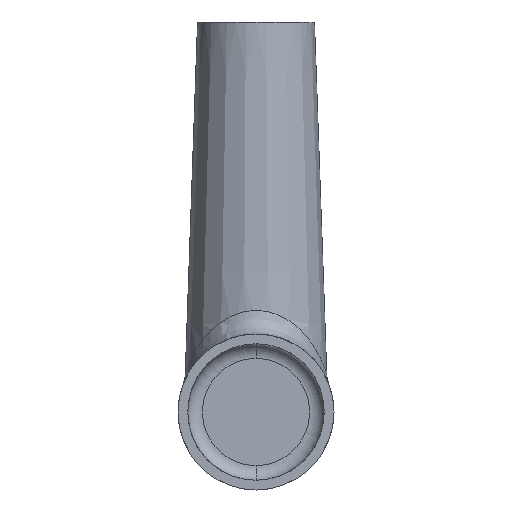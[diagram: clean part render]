
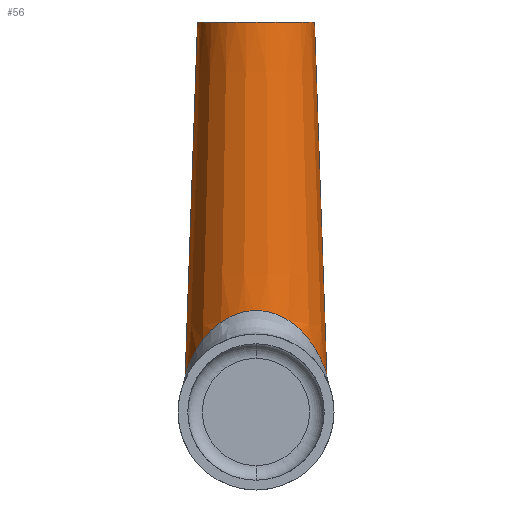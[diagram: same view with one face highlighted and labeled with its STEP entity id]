
A CAD part, front view. The second image highlights one B-rep face of the part: STEP entity #56.
In plain terms, the highlighted conical face has half-angle 2 degrees and reference radius 12 mm.
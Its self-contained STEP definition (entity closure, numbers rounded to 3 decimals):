
#2 = CARTESIAN_POINT ( 'NONE',  ( -8.238, 13.453, 17.636 ) ) ;
#5 = CARTESIAN_POINT ( 'NONE',  ( -1.107, 10.973, 20.775 ) ) ;
#48 = CARTESIAN_POINT ( 'NONE',  ( 0., 25., 80. ) ) ;
#56 = ADVANCED_FACE ( 'NONE', ( #198 ), #166, .T. ) ;
#74 = CARTESIAN_POINT ( 'NONE',  ( 13.483, 19.841, 10.393 ) ) ;
#75 = VERTEX_POINT ( 'NONE', #1550 ) ;
#109 = CARTESIAN_POINT ( 'NONE',  ( 0., 25., 80. ) ) ;
#112 = CARTESIAN_POINT ( 'NONE',  ( -13.925, 21.049, 9.322 ) ) ;
#116 = CARTESIAN_POINT ( 'NONE',  ( -7.045, 12.724, 18.547 ) ) ;
#121 = CARTESIAN_POINT ( 'NONE',  ( -0.272, 10.933, 20.826 ) ) ;
#166 = CONICAL_SURFACE ( 'NONE', #1160, 12., 0.035 ) ;
#198 = FACE_OUTER_BOUND ( 'NONE', #1532, .T. ) ;
#205 = VECTOR ( 'NONE', #897, 1000. ) ;
#211 = CARTESIAN_POINT ( 'NONE',  ( 13.923, 21.044, 9.326 ) ) ;
#243 = AXIS2_PLACEMENT_3D ( 'NONE', #109, #1022, #254 ) ;
#254 = DIRECTION ( 'NONE',  ( 1., 0., 0. ) ) ;
#260 = CARTESIAN_POINT ( 'NONE',  ( -13.483, 19.84, 10.395 ) ) ;
#264 = CARTESIAN_POINT ( 'NONE',  ( -5.724, 12.085, 19.354 ) ) ;
#267 = CARTESIAN_POINT ( 'NONE',  ( 2.218, 11.062, 20.66 ) ) ;
#308 = CARTESIAN_POINT ( 'NONE',  ( -14.53, 25., 7.552 ) ) ;
#333 = DIRECTION ( 'NONE',  ( 1., 0., 0. ) ) ;
#357 = CARTESIAN_POINT ( 'NONE',  ( 14.269, 22.372, 8.371 ) ) ;
#403 = CARTESIAN_POINT ( 'NONE',  ( -12.575, 18.008, 12.26 ) ) ;
#406 = CARTESIAN_POINT ( 'NONE',  ( -4.531, 11.647, 19.912 ) ) ;
#410 = CARTESIAN_POINT ( 'NONE',  ( 4.307, 11.569, 20.011 ) ) ;
#488 = CARTESIAN_POINT ( 'NONE',  ( 14.459, 23.622, 7.784 ) ) ;
#522 = CARTESIAN_POINT ( 'NONE',  ( 12., 25., 80. ) ) ;
#527 = CARTESIAN_POINT ( 'NONE',  ( -11.65, 16.675, 13.762 ) ) ;
#531 = CARTESIAN_POINT ( 'NONE',  ( -3.774, 11.424, 20.197 ) ) ;
#535 = CARTESIAN_POINT ( 'NONE',  ( 5.741, 12.093, 19.345 ) ) ;
#537 = VERTEX_POINT ( 'NONE', #553 ) ;
#543 = VERTEX_POINT ( 'NONE', #1156 ) ;
#553 = CARTESIAN_POINT ( 'NONE',  ( 12., 25., 80. ) ) ;
#608 = CARTESIAN_POINT ( 'NONE',  ( 11.126, 16.028, 14.513 ) ) ;
#615 = CARTESIAN_POINT ( 'NONE',  ( 14.52, 24.436, 7.584 ) ) ;
#647 = CARTESIAN_POINT ( 'NONE',  ( -14.485, 23.888, 7.7 ) ) ;
#648 = B_SPLINE_CURVE_WITH_KNOTS ( 'NONE', 3,
 ( #1126, #1365, #1369, #647, #1486, #770, #1616, #904, #112, #1026, #260, #1131, #403, #1247, #527, #1373, #652, #1493, #776, #2, #907, #116, #1028, #264, #1135, #406, #1250, #531, #1376, #654, #1495, #781, #5, #911, #121, #1032, #267, #1139, #410, #1254, #535, #1379, #660, #1499, #788, #1276, #1341, #1323, #608, #1448, #731, #1572, #862, #74, #988, #211, #1095, #357, #1208, #488, #1331, #615, #1455, #739 ),
 .UNSPECIFIED., .F., .F.,
 ( 4, 2, 2, 2, 2, 2, 2, 2, 2, 2, 2, 2, 2, 2, 2, 2, 2, 2, 2, 2, 2, 2, 2, 2, 2, 2, 2, 2, 2, 2, 2, 4 ),
 ( 0.013, 0.014, 0.014, 0.016, 0.018, 0.019, 0.023, 0.024, 0.026, 0.029, 0.031, 0.033, 0.034, 0.035, 0.036, 0.038, 0.039, 0.039, 0.043, 0.044, 0.046, 0.048, 0.05, 0.053, 0.055, 0.056, 0.06, 0.061, 0.063, 0.065, 0.065, 0.066 ),
 .UNSPECIFIED. ) ;
#652 = CARTESIAN_POINT ( 'NONE',  ( -10.855, 15.721, 14.876 ) ) ;
#654 = CARTESIAN_POINT ( 'NONE',  ( -2.729, 11.179, 20.51 ) ) ;
#660 = CARTESIAN_POINT ( 'NONE',  ( 7.051, 12.727, 18.543 ) ) ;
#731 = CARTESIAN_POINT ( 'NONE',  ( 11.891, 16.999, 13.391 ) ) ;
#739 = CARTESIAN_POINT ( 'NONE',  ( 14.53, 25., 7.552 ) ) ;
#770 = CARTESIAN_POINT ( 'NONE',  ( -14.362, 22.86, 8.089 ) ) ;
#776 = CARTESIAN_POINT ( 'NONE',  ( -9.327, 14.239, 16.662 ) ) ;
#781 = CARTESIAN_POINT ( 'NONE',  ( -1.381, 10.996, 20.745 ) ) ;
#788 = CARTESIAN_POINT ( 'NONE',  ( 8.249, 13.46, 17.627 ) ) ;
#794 = VERTEX_POINT ( 'NONE', #308 ) ;
#803 = ORIENTED_EDGE ( 'NONE', *, *, #1363, .F. ) ;
#862 = CARTESIAN_POINT ( 'NONE',  ( 12.973, 18.714, 11.5 ) ) ;
#897 = DIRECTION ( 'NONE',  ( -0.035, 0., -0.999 ) ) ;
#904 = CARTESIAN_POINT ( 'NONE',  ( -14.051, 21.473, 8.984 ) ) ;
#907 = CARTESIAN_POINT ( 'NONE',  ( -7.856, 13.201, 17.949 ) ) ;
#911 = CARTESIAN_POINT ( 'NONE',  ( -0.553, 10.941, 20.816 ) ) ;
#929 = VECTOR ( 'NONE', #1581, 1000. ) ;
#972 = LINE ( 'NONE', #1611, #205 ) ;
#973 = CIRCLE ( 'NONE', #243, 12. ) ;
#988 = CARTESIAN_POINT ( 'NONE',  ( 13.64, 20.229, 10.03 ) ) ;
#999 = LINE ( 'NONE', #522, #929 ) ;
#1022 = DIRECTION ( 'NONE',  ( 0., 0., 1. ) ) ;
#1026 = CARTESIAN_POINT ( 'NONE',  ( -13.64, 20.23, 10.029 ) ) ;
#1028 = CARTESIAN_POINT ( 'NONE',  ( -6.616, 12.498, 18.832 ) ) ;
#1032 = CARTESIAN_POINT ( 'NONE',  ( 1.133, 10.934, 20.825 ) ) ;
#1095 = CARTESIAN_POINT ( 'NONE',  ( 14.051, 21.472, 8.985 ) ) ;
#1126 = CARTESIAN_POINT ( 'NONE',  ( -14.53, 25., 7.552 ) ) ;
#1131 = CARTESIAN_POINT ( 'NONE',  ( -12.971, 18.71, 11.504 ) ) ;
#1135 = CARTESIAN_POINT ( 'NONE',  ( -5.26, 11.897, 19.593 ) ) ;
#1139 = CARTESIAN_POINT ( 'NONE',  ( 3.793, 11.421, 20.2 ) ) ;
#1156 = CARTESIAN_POINT ( 'NONE',  ( -12., 25., 80. ) ) ;
#1160 = AXIS2_PLACEMENT_3D ( 'NONE', #48, #1546, #333 ) ;
#1208 = CARTESIAN_POINT ( 'NONE',  ( 14.359, 22.844, 8.096 ) ) ;
#1245 = ORIENTED_EDGE ( 'NONE', *, *, #1359, .T. ) ;
#1247 = CARTESIAN_POINT ( 'NONE',  ( -11.893, 17.002, 13.387 ) ) ;
#1250 = CARTESIAN_POINT ( 'NONE',  ( -4.283, 11.569, 20.012 ) ) ;
#1254 = CARTESIAN_POINT ( 'NONE',  ( 5.278, 11.905, 19.584 ) ) ;
#1271 = ORIENTED_EDGE ( 'NONE', *, *, #1335, .F. ) ;
#1276 = CARTESIAN_POINT ( 'NONE',  ( 9.337, 14.248, 16.651 ) ) ;
#1288 = ORIENTED_EDGE ( 'NONE', *, *, #1348, .T. ) ;
#1323 = CARTESIAN_POINT ( 'NONE',  ( 10.852, 15.718, 14.88 ) ) ;
#1331 = CARTESIAN_POINT ( 'NONE',  ( 14.485, 23.891, 7.699 ) ) ;
#1335 = EDGE_CURVE ( 'NONE', #543, #537, #973, .T. ) ;
#1341 = CARTESIAN_POINT ( 'NONE',  ( 9.981, 14.814, 15.959 ) ) ;
#1348 = EDGE_CURVE ( 'NONE', #543, #794, #972, .T. ) ;
#1359 = EDGE_CURVE ( 'NONE', #794, #75, #648, .T. ) ;
#1363 = EDGE_CURVE ( 'NONE', #537, #75, #999, .T. ) ;
#1365 = CARTESIAN_POINT ( 'NONE',  ( -14.53, 24.717, 7.552 ) ) ;
#1369 = CARTESIAN_POINT ( 'NONE',  ( -14.52, 24.434, 7.584 ) ) ;
#1373 = CARTESIAN_POINT ( 'NONE',  ( -11.132, 16.035, 14.506 ) ) ;
#1376 = CARTESIAN_POINT ( 'NONE',  ( -3.514, 11.357, 20.282 ) ) ;
#1379 = CARTESIAN_POINT ( 'NONE',  ( 6.627, 12.504, 18.825 ) ) ;
#1448 = CARTESIAN_POINT ( 'NONE',  ( 11.645, 16.669, 13.769 ) ) ;
#1455 = CARTESIAN_POINT ( 'NONE',  ( 14.53, 24.717, 7.552 ) ) ;
#1486 = CARTESIAN_POINT ( 'NONE',  ( -14.459, 23.626, 7.783 ) ) ;
#1493 = CARTESIAN_POINT ( 'NONE',  ( -9.975, 14.808, 15.966 ) ) ;
#1495 = CARTESIAN_POINT ( 'NONE',  ( -2.196, 11.088, 20.627 ) ) ;
#1499 = CARTESIAN_POINT ( 'NONE',  ( 7.864, 13.206, 17.943 ) ) ;
#1532 = EDGE_LOOP ( 'NONE', ( #1271, #1288, #1245, #803 ) ) ;
#1546 = DIRECTION ( 'NONE',  ( 0., 0., -1. ) ) ;
#1550 = CARTESIAN_POINT ( 'NONE',  ( 14.53, 25., 7.552 ) ) ;
#1572 = CARTESIAN_POINT ( 'NONE',  ( 12.577, 18.011, 12.258 ) ) ;
#1581 = DIRECTION ( 'NONE',  ( 0.035, 0., -0.999 ) ) ;
#1611 = CARTESIAN_POINT ( 'NONE',  ( -12., 25., 80. ) ) ;
#1616 = CARTESIAN_POINT ( 'NONE',  ( -14.27, 22.376, 8.369 ) ) ;
